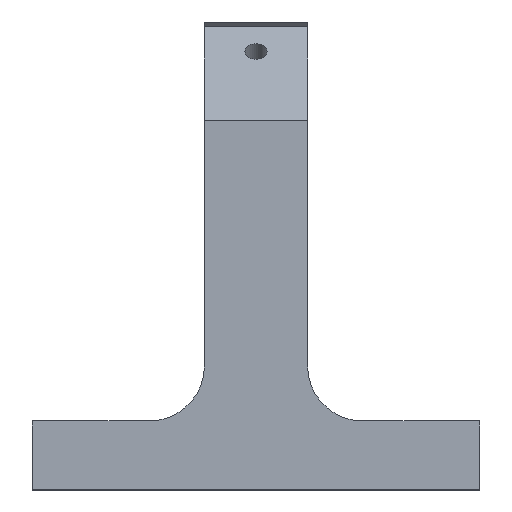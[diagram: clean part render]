
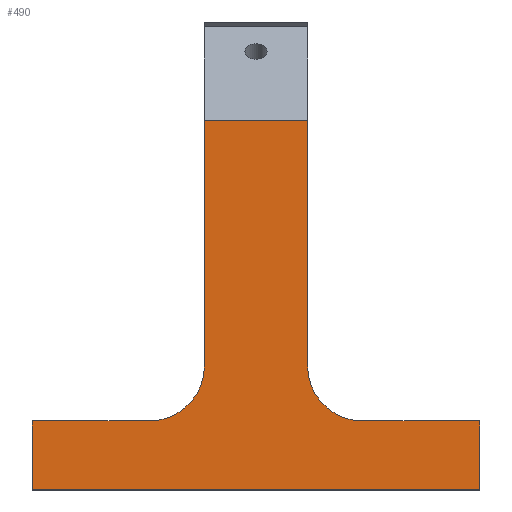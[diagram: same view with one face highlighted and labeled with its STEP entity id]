
A CAD part, top view. The second image highlights one B-rep face of the part: STEP entity #490.
In plain terms, the highlighted planar face has unit normal (0, 0, 1).
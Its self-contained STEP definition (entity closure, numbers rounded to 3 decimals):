
#52=CIRCLE('',#556,8.);
#53=CIRCLE('',#557,8.);
#74=FACE_OUTER_BOUND('',#105,.T.);
#105=EDGE_LOOP('',(#427,#428,#429,#430,#431,#432,#433,#434,#435,#436));
#121=LINE('',#730,#167);
#137=LINE('',#803,#183);
#141=LINE('',#812,#187);
#144=LINE('',#816,#190);
#146=LINE('',#820,#192);
#148=LINE('',#824,#194);
#149=LINE('',#828,#195);
#155=LINE('',#839,#201);
#167=VECTOR('',#580,65.);
#183=VECTOR('',#658,35.7);
#187=VECTOR('',#664,17.);
#190=VECTOR('',#669,10.);
#192=VECTOR('',#673,10.);
#194=VECTOR('',#677,17.);
#195=VECTOR('',#680,35.7);
#201=VECTOR('',#692,15.);
#213=VERTEX_POINT('',#727);
#214=VERTEX_POINT('',#729);
#239=VERTEX_POINT('',#800);
#240=VERTEX_POINT('',#802);
#243=VERTEX_POINT('',#810);
#244=VERTEX_POINT('',#811);
#245=VERTEX_POINT('',#818);
#246=VERTEX_POINT('',#822);
#247=VERTEX_POINT('',#826);
#248=VERTEX_POINT('',#827);
#261=EDGE_CURVE('',#214,#213,#121,.T.);
#297=EDGE_CURVE('',#240,#239,#137,.T.);
#301=EDGE_CURVE('',#243,#244,#141,.T.);
#304=EDGE_CURVE('',#244,#214,#144,.T.);
#306=EDGE_CURVE('',#213,#245,#146,.T.);
#308=EDGE_CURVE('',#245,#246,#148,.T.);
#309=EDGE_CURVE('',#247,#248,#149,.T.);
#315=EDGE_CURVE('',#246,#247,#52,.T.);
#316=EDGE_CURVE('',#248,#240,#155,.T.);
#317=EDGE_CURVE('',#239,#243,#53,.T.);
#427=ORIENTED_EDGE('',*,*,#308,.T.);
#428=ORIENTED_EDGE('',*,*,#315,.T.);
#429=ORIENTED_EDGE('',*,*,#309,.T.);
#430=ORIENTED_EDGE('',*,*,#316,.T.);
#431=ORIENTED_EDGE('',*,*,#297,.T.);
#432=ORIENTED_EDGE('',*,*,#317,.T.);
#433=ORIENTED_EDGE('',*,*,#301,.T.);
#434=ORIENTED_EDGE('',*,*,#304,.T.);
#435=ORIENTED_EDGE('',*,*,#261,.T.);
#436=ORIENTED_EDGE('',*,*,#306,.T.);
#467=PLANE('',#555);
#490=ADVANCED_FACE('',(#74),#467,.F.);
#555=AXIS2_PLACEMENT_3D('',#837,#688,#689);
#556=AXIS2_PLACEMENT_3D('',#838,#690,#691);
#557=AXIS2_PLACEMENT_3D('',#840,#693,#694);
#580=DIRECTION('',(1.,0.,0.));
#658=DIRECTION('',(0.,-1.,0.));
#664=DIRECTION('',(-1.,0.,0.));
#669=DIRECTION('',(0.,-1.,0.));
#673=DIRECTION('',(0.,1.,0.));
#677=DIRECTION('',(-1.,0.,0.));
#680=DIRECTION('',(0.,1.,0.));
#688=DIRECTION('center_axis',(0.,0.,-1.));
#689=DIRECTION('ref_axis',(-1.,0.,0.));
#690=DIRECTION('center_axis',(0.,0.,-1.));
#691=DIRECTION('ref_axis',(-1.,0.,0.));
#692=DIRECTION('',(-1.,0.,0.));
#693=DIRECTION('center_axis',(0.,0.,-1.));
#694=DIRECTION('ref_axis',(-1.,0.,0.));
#727=CARTESIAN_POINT('',(32.5,-67.999,10.));
#729=CARTESIAN_POINT('',(-32.5,-67.999,10.));
#730=CARTESIAN_POINT('',(-32.5,-67.999,10.));
#800=CARTESIAN_POINT('',(-7.5,-49.999,10.));
#802=CARTESIAN_POINT('',(-7.5,-14.299,10.));
#803=CARTESIAN_POINT('',(-7.5,-14.299,10.));
#810=CARTESIAN_POINT('',(-15.5,-57.999,10.));
#811=CARTESIAN_POINT('',(-32.5,-57.999,10.));
#812=CARTESIAN_POINT('',(-15.5,-57.999,10.));
#816=CARTESIAN_POINT('',(-32.5,-57.999,10.));
#818=CARTESIAN_POINT('',(32.5,-57.999,10.));
#820=CARTESIAN_POINT('',(32.5,-67.999,10.));
#822=CARTESIAN_POINT('',(15.5,-57.999,10.));
#824=CARTESIAN_POINT('',(32.5,-57.999,10.));
#826=CARTESIAN_POINT('',(7.5,-49.999,10.));
#827=CARTESIAN_POINT('',(7.5,-14.299,10.));
#828=CARTESIAN_POINT('',(7.5,-49.999,10.));
#837=CARTESIAN_POINT('Origin',(0.,0.,10.));
#838=CARTESIAN_POINT('Origin',(15.5,-49.999,10.));
#839=CARTESIAN_POINT('',(7.5,-14.299,10.));
#840=CARTESIAN_POINT('Origin',(-15.5,-49.999,10.));
